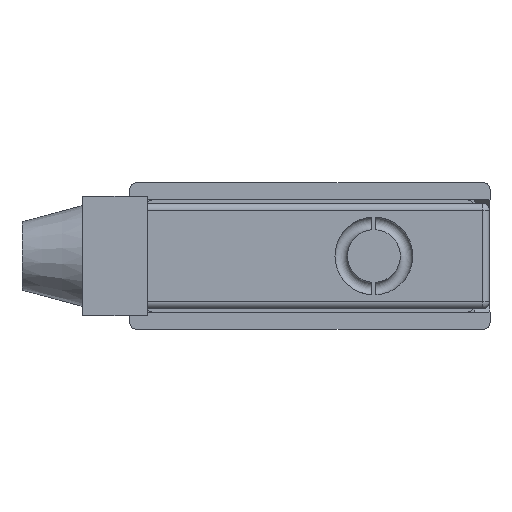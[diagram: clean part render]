
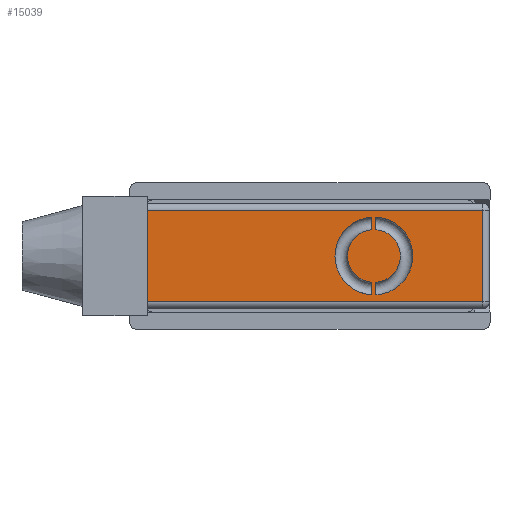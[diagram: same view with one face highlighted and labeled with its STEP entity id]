
A CAD part, front view. The second image highlights one B-rep face of the part: STEP entity #15039.
In plain terms, the highlighted planar face has unit normal (0, -1, 0).
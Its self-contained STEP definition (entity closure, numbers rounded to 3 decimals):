
#117 = DIRECTION ( 'NONE',  ( 0., 0., 1. ) ) ;
#234 = CARTESIAN_POINT ( 'NONE',  ( -26.2, -22., 0. ) ) ;
#236 = VECTOR ( 'NONE', #3371, 1000. ) ;
#498 = LINE ( 'NONE', #12653, #236 ) ;
#741 = VERTEX_POINT ( 'NONE', #5279 ) ;
#751 = CIRCLE ( 'NONE', #2707, 5.9 ) ;
#820 = CARTESIAN_POINT ( 'NONE',  ( 9.4, -22., 5.9 ) ) ;
#878 = VERTEX_POINT ( 'NONE', #15824 ) ;
#1199 = DIRECTION ( 'NONE',  ( 0., 0., 1. ) ) ;
#1250 = DIRECTION ( 'NONE',  ( 0., -1., 0. ) ) ;
#1644 = ORIENTED_EDGE ( 'NONE', *, *, #14129, .T. ) ;
#1648 = CARTESIAN_POINT ( 'NONE',  ( 9.7, -22., 0. ) ) ;
#1825 = EDGE_LOOP ( 'NONE', ( #11072, #3064, #9783, #1644 ) ) ;
#1913 = AXIS2_PLACEMENT_3D ( 'NONE', #3859, #1250, #11906 ) ;
#1967 = LINE ( 'NONE', #4311, #15318 ) ;
#2071 = DIRECTION ( 'NONE',  ( 0., 0., 1. ) ) ;
#2187 = VECTOR ( 'NONE', #7416, 1000. ) ;
#2211 = DIRECTION ( 'NONE',  ( 1., 0., 0. ) ) ;
#2360 = LINE ( 'NONE', #5147, #2187 ) ;
#2707 = AXIS2_PLACEMENT_3D ( 'NONE', #7749, #8887, #2071 ) ;
#2833 = LINE ( 'NONE', #4149, #8664 ) ;
#2914 = VERTEX_POINT ( 'NONE', #15262 ) ;
#3061 = EDGE_CURVE ( 'NONE', #741, #16939, #15710, .T. ) ;
#3064 = ORIENTED_EDGE ( 'NONE', *, *, #6268, .T. ) ;
#3157 = CARTESIAN_POINT ( 'NONE',  ( 9.4, -22., 5.892 ) ) ;
#3238 = ORIENTED_EDGE ( 'NONE', *, *, #7146, .T. ) ;
#3371 = DIRECTION ( 'NONE',  ( 0., 0., -1. ) ) ;
#3609 = AXIS2_PLACEMENT_3D ( 'NONE', #10515, #17216, #14224 ) ;
#3693 = EDGE_LOOP ( 'NONE', ( #7683, #16432, #12906, #5293 ) ) ;
#3859 = CARTESIAN_POINT ( 'NONE',  ( 9.7, -22., 0. ) ) ;
#4149 = CARTESIAN_POINT ( 'NONE',  ( 26.2, -22., 0. ) ) ;
#4311 = CARTESIAN_POINT ( 'NONE',  ( 0., -22., 6.95 ) ) ;
#4350 = VERTEX_POINT ( 'NONE', #15821 ) ;
#4960 = AXIS2_PLACEMENT_3D ( 'NONE', #13052, #16150, #117 ) ;
#5147 = CARTESIAN_POINT ( 'NONE',  ( 10., -22., 5.9 ) ) ;
#5276 = PLANE ( 'NONE',  #4960 ) ;
#5279 = CARTESIAN_POINT ( 'NONE',  ( -26.2, -22., -6.95 ) ) ;
#5293 = ORIENTED_EDGE ( 'NONE', *, *, #8077, .F. ) ;
#5393 = VERTEX_POINT ( 'NONE', #16985 ) ;
#6066 = DIRECTION ( 'NONE',  ( -1., 0., 0. ) ) ;
#6248 = ORIENTED_EDGE ( 'NONE', *, *, #12598, .T. ) ;
#6268 = EDGE_CURVE ( 'NONE', #878, #741, #8105, .T. ) ;
#6930 = EDGE_CURVE ( 'NONE', #2914, #5393, #14729, .T. ) ;
#6942 = CIRCLE ( 'NONE', #1913, 4. ) ;
#7146 = EDGE_CURVE ( 'NONE', #10394, #16777, #15570, .T. ) ;
#7416 = DIRECTION ( 'NONE',  ( 0., 0., -1. ) ) ;
#7671 = DIRECTION ( 'NONE',  ( 0., 0., -1. ) ) ;
#7683 = ORIENTED_EDGE ( 'NONE', *, *, #9284, .F. ) ;
#7749 = CARTESIAN_POINT ( 'NONE',  ( 9.7, -22., 0. ) ) ;
#8077 = EDGE_CURVE ( 'NONE', #12783, #5393, #2360, .T. ) ;
#8105 = LINE ( 'NONE', #234, #14192 ) ;
#8412 = ORIENTED_EDGE ( 'NONE', *, *, #8521, .T. ) ;
#8473 = EDGE_LOOP ( 'NONE', ( #3238, #15979, #8412, #6248 ) ) ;
#8521 = EDGE_CURVE ( 'NONE', #10724, #16253, #8686, .T. ) ;
#8664 = VECTOR ( 'NONE', #1199, 1000. ) ;
#8686 = LINE ( 'NONE', #820, #14223 ) ;
#8887 = DIRECTION ( 'NONE',  ( 0., -1., 0. ) ) ;
#8913 = CIRCLE ( 'NONE', #3609, 5.9 ) ;
#9284 = EDGE_CURVE ( 'NONE', #16419, #12783, #751, .T. ) ;
#9581 = CARTESIAN_POINT ( 'NONE',  ( 9.4, -22., -3.989 ) ) ;
#9663 = AXIS2_PLACEMENT_3D ( 'NONE', #1648, #13287, #13548 ) ;
#9783 = ORIENTED_EDGE ( 'NONE', *, *, #3061, .T. ) ;
#10352 = CARTESIAN_POINT ( 'NONE',  ( 26.2, -22., -6.95 ) ) ;
#10394 = VERTEX_POINT ( 'NONE', #9581 ) ;
#10449 = EDGE_CURVE ( 'NONE', #2914, #16419, #498, .T. ) ;
#10515 = CARTESIAN_POINT ( 'NONE',  ( 9.7, -22., 0. ) ) ;
#10605 = FACE_OUTER_BOUND ( 'NONE', #1825, .T. ) ;
#10724 = VERTEX_POINT ( 'NONE', #3157 ) ;
#11042 = CARTESIAN_POINT ( 'NONE',  ( 10., -22., -5.892 ) ) ;
#11072 = ORIENTED_EDGE ( 'NONE', *, *, #16363, .T. ) ;
#11295 = DIRECTION ( 'NONE',  ( 0., 0., -1. ) ) ;
#11537 = CARTESIAN_POINT ( 'NONE',  ( 9.4, -22., -5.892 ) ) ;
#11603 = CARTESIAN_POINT ( 'NONE',  ( 9.4, -22., 5.9 ) ) ;
#11775 = CARTESIAN_POINT ( 'NONE',  ( 10., -22., 5.892 ) ) ;
#11861 = DIRECTION ( 'NONE',  ( 0., 0., -1. ) ) ;
#11906 = DIRECTION ( 'NONE',  ( 0., 0., 1. ) ) ;
#11930 = EDGE_CURVE ( 'NONE', #10724, #16777, #8913, .T. ) ;
#12598 = EDGE_CURVE ( 'NONE', #16253, #10394, #6942, .T. ) ;
#12653 = CARTESIAN_POINT ( 'NONE',  ( 10., -22., 5.9 ) ) ;
#12783 = VERTEX_POINT ( 'NONE', #11775 ) ;
#12906 = ORIENTED_EDGE ( 'NONE', *, *, #6930, .T. ) ;
#13052 = CARTESIAN_POINT ( 'NONE',  ( 0., -22., 0. ) ) ;
#13176 = CARTESIAN_POINT ( 'NONE',  ( 9.4, -22., 3.989 ) ) ;
#13219 = CARTESIAN_POINT ( 'NONE',  ( 0., -22., -6.95 ) ) ;
#13287 = DIRECTION ( 'NONE',  ( 0., -1., 0. ) ) ;
#13311 = FACE_BOUND ( 'NONE', #3693, .T. ) ;
#13548 = DIRECTION ( 'NONE',  ( 0., 0., 1. ) ) ;
#14129 = EDGE_CURVE ( 'NONE', #16939, #4350, #2833, .T. ) ;
#14192 = VECTOR ( 'NONE', #11861, 1000. ) ;
#14223 = VECTOR ( 'NONE', #11295, 1000. ) ;
#14224 = DIRECTION ( 'NONE',  ( 0., 0., 1. ) ) ;
#14729 = CIRCLE ( 'NONE', #9663, 4. ) ;
#15039 = ADVANCED_FACE ( 'NONE', ( #10605, #13311, #15887 ), #5276, .F. ) ;
#15262 = CARTESIAN_POINT ( 'NONE',  ( 10., -22., -3.989 ) ) ;
#15318 = VECTOR ( 'NONE', #6066, 1000. ) ;
#15570 = LINE ( 'NONE', #11603, #16438 ) ;
#15710 = LINE ( 'NONE', #13219, #16704 ) ;
#15821 = CARTESIAN_POINT ( 'NONE',  ( 26.2, -22., 6.95 ) ) ;
#15824 = CARTESIAN_POINT ( 'NONE',  ( -26.2, -22., 6.95 ) ) ;
#15887 = FACE_BOUND ( 'NONE', #8473, .T. ) ;
#15979 = ORIENTED_EDGE ( 'NONE', *, *, #11930, .F. ) ;
#16150 = DIRECTION ( 'NONE',  ( 0., 1., 0. ) ) ;
#16253 = VERTEX_POINT ( 'NONE', #13176 ) ;
#16363 = EDGE_CURVE ( 'NONE', #4350, #878, #1967, .T. ) ;
#16419 = VERTEX_POINT ( 'NONE', #11042 ) ;
#16432 = ORIENTED_EDGE ( 'NONE', *, *, #10449, .F. ) ;
#16438 = VECTOR ( 'NONE', #7671, 1000. ) ;
#16704 = VECTOR ( 'NONE', #2211, 1000. ) ;
#16777 = VERTEX_POINT ( 'NONE', #11537 ) ;
#16939 = VERTEX_POINT ( 'NONE', #10352 ) ;
#16985 = CARTESIAN_POINT ( 'NONE',  ( 10., -22., 3.989 ) ) ;
#17216 = DIRECTION ( 'NONE',  ( 0., -1., 0. ) ) ;
